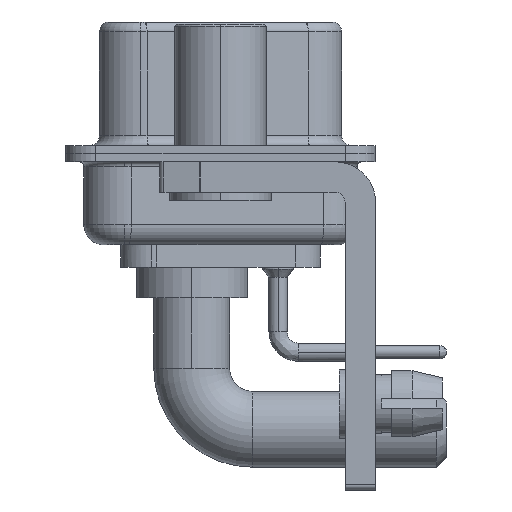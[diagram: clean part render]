
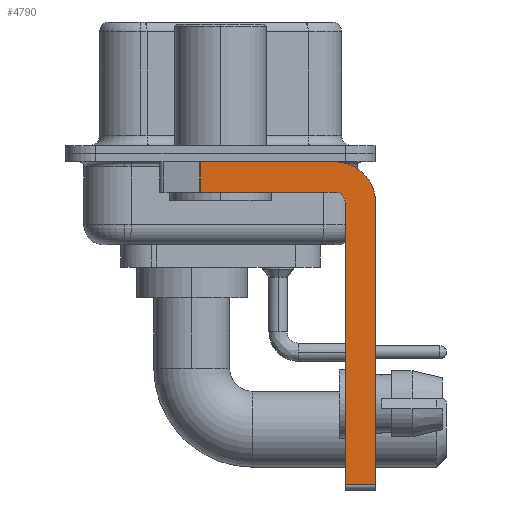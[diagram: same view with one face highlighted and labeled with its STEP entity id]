
A CAD part, left-side view. The second image highlights one B-rep face of the part: STEP entity #4790.
In plain terms, the highlighted planar face has unit normal (-1, 0, 0).
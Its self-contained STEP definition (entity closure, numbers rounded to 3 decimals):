
#1277 = EDGE_CURVE ( 'NONE', #3341, #14579, #6485, .T. ) ;
#2008 = ORIENTED_EDGE ( 'NONE', *, *, #16837, .F. ) ;
#2482 = DIRECTION ( 'NONE',  ( 0., 1., 0. ) ) ;
#2736 = CARTESIAN_POINT ( 'NONE',  ( -2.9, 0.978, -1.9 ) ) ;
#3341 = VERTEX_POINT ( 'NONE', #27107 ) ;
#3405 = DIRECTION ( 'NONE',  ( 0., 0., 1. ) ) ;
#4043 = PLANE ( 'NONE',  #25331 ) ;
#4497 = CARTESIAN_POINT ( 'NONE',  ( -2.9, -5.65, -2.4 ) ) ;
#4584 = DIRECTION ( 'NONE',  ( 0., 0., -1. ) ) ;
#4631 = VECTOR ( 'NONE', #26505, 1000. ) ;
#4790 = ADVANCED_FACE ( 'NONE', ( #27987 ), #4043, .F. ) ;
#5258 = CIRCLE ( 'NONE', #7062, 0.5 ) ;
#5734 = CARTESIAN_POINT ( 'NONE',  ( -2.9, -6.15, -16.35 ) ) ;
#5747 = EDGE_CURVE ( 'NONE', #14579, #13188, #16840, .T. ) ;
#6198 = VECTOR ( 'NONE', #26172, 1000. ) ;
#6463 = CARTESIAN_POINT ( 'NONE',  ( -2.9, 0.978, -1.9 ) ) ;
#6485 = LINE ( 'NONE', #8880, #6198 ) ;
#6774 = VERTEX_POINT ( 'NONE', #12585 ) ;
#6875 = LINE ( 'NONE', #21882, #8394 ) ;
#7062 = AXIS2_PLACEMENT_3D ( 'NONE', #18551, #20821, #3405 ) ;
#7344 = VECTOR ( 'NONE', #12678, 1000. ) ;
#7881 = LINE ( 'NONE', #15959, #21043 ) ;
#8394 = VECTOR ( 'NONE', #2482, 1000. ) ;
#8528 = ORIENTED_EDGE ( 'NONE', *, *, #19264, .F. ) ;
#8880 = CARTESIAN_POINT ( 'NONE',  ( -2.9, 3., -0.4 ) ) ;
#9503 = CARTESIAN_POINT ( 'NONE',  ( -2.9, -7.65, -2.4 ) ) ;
#10413 = DIRECTION ( 'NONE',  ( 0., 0., -1. ) ) ;
#10426 = ORIENTED_EDGE ( 'NONE', *, *, #5747, .F. ) ;
#10504 = AXIS2_PLACEMENT_3D ( 'NONE', #4497, #15111, #15251 ) ;
#12113 = CARTESIAN_POINT ( 'NONE',  ( -2.9, -5.65, -1.9 ) ) ;
#12212 = ORIENTED_EDGE ( 'NONE', *, *, #13824, .F. ) ;
#12361 = VERTEX_POINT ( 'NONE', #12113 ) ;
#12585 = CARTESIAN_POINT ( 'NONE',  ( -2.9, -7.65, -16.35 ) ) ;
#12678 = DIRECTION ( 'NONE',  ( 0., 0., 1. ) ) ;
#13188 = VERTEX_POINT ( 'NONE', #9503 ) ;
#13711 = ORIENTED_EDGE ( 'NONE', *, *, #23883, .T. ) ;
#13824 = EDGE_CURVE ( 'NONE', #17089, #25978, #16933, .T. ) ;
#14317 = EDGE_LOOP ( 'NONE', ( #15770, #13711, #2008, #8528, #12212, #26082, #20321, #10426 ) ) ;
#14579 = VERTEX_POINT ( 'NONE', #17874 ) ;
#14806 = DIRECTION ( 'NONE',  ( 1., 0., 0. ) ) ;
#15111 = DIRECTION ( 'NONE',  ( 1., 0., 0. ) ) ;
#15251 = DIRECTION ( 'NONE',  ( 0., 0., -1. ) ) ;
#15300 = CARTESIAN_POINT ( 'NONE',  ( -2.9, -6.15, -2.4 ) ) ;
#15477 = LINE ( 'NONE', #2736, #27633 ) ;
#15770 = ORIENTED_EDGE ( 'NONE', *, *, #1277, .F. ) ;
#15959 = CARTESIAN_POINT ( 'NONE',  ( -2.9, -5.65, -16.35 ) ) ;
#16795 = CARTESIAN_POINT ( 'NONE',  ( -2.9, -6.15, -16.6 ) ) ;
#16837 = EDGE_CURVE ( 'NONE', #12361, #23231, #6875, .T. ) ;
#16840 = CIRCLE ( 'NONE', #10504, 2. ) ;
#16933 = LINE ( 'NONE', #16795, #7344 ) ;
#17089 = VERTEX_POINT ( 'NONE', #5734 ) ;
#17850 = LINE ( 'NONE', #21961, #4631 ) ;
#17853 = EDGE_CURVE ( 'NONE', #17089, #6774, #7881, .T. ) ;
#17874 = CARTESIAN_POINT ( 'NONE',  ( -2.9, -5.65, -0.4 ) ) ;
#18551 = CARTESIAN_POINT ( 'NONE',  ( -2.9, -5.65, -2.4 ) ) ;
#19264 = EDGE_CURVE ( 'NONE', #25978, #12361, #5258, .T. ) ;
#20321 = ORIENTED_EDGE ( 'NONE', *, *, #25922, .F. ) ;
#20821 = DIRECTION ( 'NONE',  ( -1., 0., 0. ) ) ;
#21043 = VECTOR ( 'NONE', #24609, 1000. ) ;
#21882 = CARTESIAN_POINT ( 'NONE',  ( -2.9, -5.65, -1.9 ) ) ;
#21961 = CARTESIAN_POINT ( 'NONE',  ( -2.9, -7.65, -2.4 ) ) ;
#23231 = VERTEX_POINT ( 'NONE', #6463 ) ;
#23883 = EDGE_CURVE ( 'NONE', #3341, #23231, #15477, .T. ) ;
#24609 = DIRECTION ( 'NONE',  ( 0., -1., 0. ) ) ;
#25331 = AXIS2_PLACEMENT_3D ( 'NONE', #25860, #14806, #10413 ) ;
#25860 = CARTESIAN_POINT ( 'NONE',  ( -2.9, -5.65, -2.4 ) ) ;
#25922 = EDGE_CURVE ( 'NONE', #13188, #6774, #17850, .T. ) ;
#25978 = VERTEX_POINT ( 'NONE', #15300 ) ;
#26082 = ORIENTED_EDGE ( 'NONE', *, *, #17853, .T. ) ;
#26172 = DIRECTION ( 'NONE',  ( 0., -1., 0. ) ) ;
#26505 = DIRECTION ( 'NONE',  ( 0., 0., -1. ) ) ;
#27107 = CARTESIAN_POINT ( 'NONE',  ( -2.9, 0.978, -0.4 ) ) ;
#27633 = VECTOR ( 'NONE', #4584, 1000. ) ;
#27987 = FACE_OUTER_BOUND ( 'NONE', #14317, .T. ) ;
